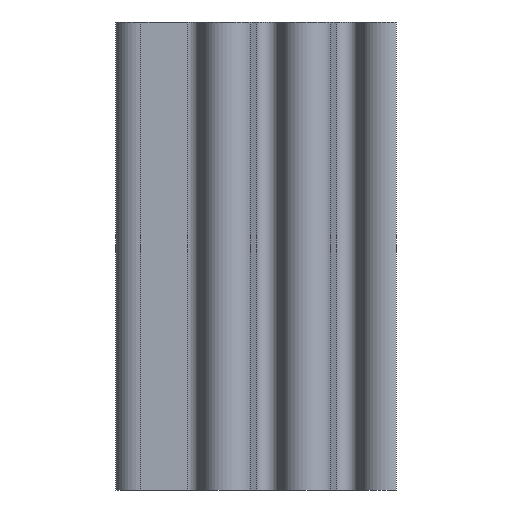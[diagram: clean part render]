
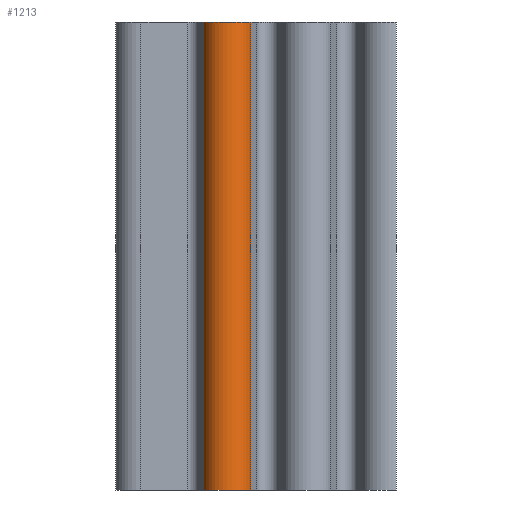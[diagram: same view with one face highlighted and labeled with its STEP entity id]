
A CAD part, left-side view. The second image highlights one B-rep face of the part: STEP entity #1213.
In plain terms, the highlighted cylindrical face has radius 2.7 mm (diameter 5.4 mm), a partial arc.
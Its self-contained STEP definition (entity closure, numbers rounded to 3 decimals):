
#99=FACE_OUTER_BOUND('',#161,.T.);
#161=EDGE_LOOP('',(#979,#980,#981,#982));
#275=LINE('',#2046,#395);
#276=LINE('',#2052,#396);
#395=VECTOR('',#1679,10.);
#396=VECTOR('',#1686,10.);
#463=CIRCLE('',#1348,2.7);
#464=CIRCLE('',#1349,2.7);
#575=VERTEX_POINT('',#2042);
#576=VERTEX_POINT('',#2044);
#577=VERTEX_POINT('',#2048);
#578=VERTEX_POINT('',#2050);
#747=EDGE_CURVE('',#575,#576,#275,.T.);
#748=EDGE_CURVE('',#577,#575,#463,.T.);
#749=EDGE_CURVE('',#578,#576,#464,.T.);
#750=EDGE_CURVE('',#577,#578,#276,.T.);
#979=ORIENTED_EDGE('',*,*,#748,.T.);
#980=ORIENTED_EDGE('',*,*,#747,.T.);
#981=ORIENTED_EDGE('',*,*,#749,.F.);
#982=ORIENTED_EDGE('',*,*,#750,.F.);
#1157=CYLINDRICAL_SURFACE('',#1347,2.7);
#1213=ADVANCED_FACE('',(#99),#1157,.T.);
#1347=AXIS2_PLACEMENT_3D('',#2047,#1680,#1681);
#1348=AXIS2_PLACEMENT_3D('',#2049,#1682,#1683);
#1349=AXIS2_PLACEMENT_3D('',#2051,#1684,#1685);
#1679=DIRECTION('',(0.,0.,1.));
#1680=DIRECTION('center_axis',(0.,0.,1.));
#1681=DIRECTION('ref_axis',(-0.376,0.927,0.));
#1682=DIRECTION('center_axis',(0.,0.,1.));
#1683=DIRECTION('ref_axis',(-0.376,0.927,0.));
#1684=DIRECTION('center_axis',(0.,0.,1.));
#1685=DIRECTION('ref_axis',(-0.376,0.927,0.));
#1686=DIRECTION('',(0.,0.,1.));
#2042=CARTESIAN_POINT('',(-14.655,113.229,0.));
#2044=CARTESIAN_POINT('',(-14.655,113.229,50.));
#2046=CARTESIAN_POINT('',(-14.655,113.229,0.));
#2047=CARTESIAN_POINT('Origin',(-13.639,115.731,0.));
#2048=CARTESIAN_POINT('',(-14.655,118.232,0.));
#2049=CARTESIAN_POINT('Origin',(-13.639,115.731,0.));
#2050=CARTESIAN_POINT('',(-14.655,118.232,50.));
#2051=CARTESIAN_POINT('Origin',(-13.639,115.731,50.));
#2052=CARTESIAN_POINT('',(-14.655,118.232,0.));
